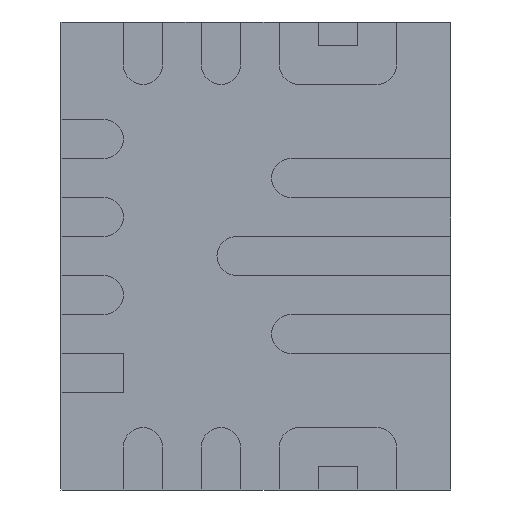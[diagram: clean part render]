
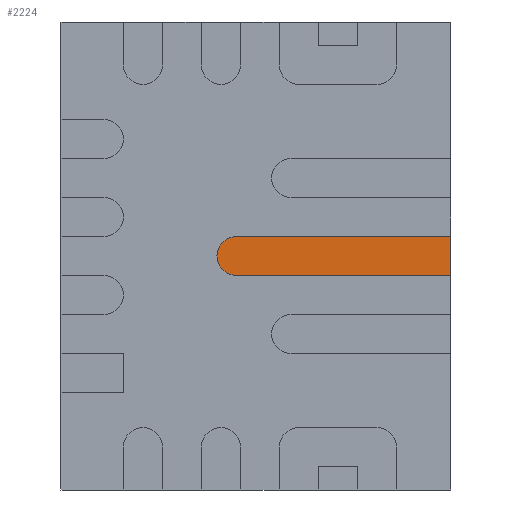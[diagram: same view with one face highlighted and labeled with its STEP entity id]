
A CAD part, front view. The second image highlights one B-rep face of the part: STEP entity #2224.
In plain terms, the highlighted planar face has unit normal (0, -1, 0).
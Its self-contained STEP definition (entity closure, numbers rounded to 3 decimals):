
#54 = VERTEX_POINT ( 'NONE', #2495 ) ;
#126 = CARTESIAN_POINT ( 'NONE',  ( 1.25, -0.05, 0.125 ) ) ;
#214 = VERTEX_POINT ( 'NONE', #5682 ) ;
#837 = AXIS2_PLACEMENT_3D ( 'NONE', #5483, #1454, #2455 ) ;
#1222 = ORIENTED_EDGE ( 'NONE', *, *, #6021, .T. ) ;
#1241 = EDGE_CURVE ( 'NONE', #6274, #54, #3504, .T. ) ;
#1454 = DIRECTION ( 'NONE',  ( 0., -1., 0. ) ) ;
#1459 = CARTESIAN_POINT ( 'NONE',  ( -0.125, -0.05, 0. ) ) ;
#1851 = LINE ( 'NONE', #5064, #2162 ) ;
#2036 = DIRECTION ( 'NONE',  ( 0., 0., -1. ) ) ;
#2162 = VECTOR ( 'NONE', #6076, 1000. ) ;
#2224 = ADVANCED_FACE ( 'NONE', ( #3803 ), #4940, .T. ) ;
#2330 = CARTESIAN_POINT ( 'NONE',  ( 1.25, -0.05, 0.125 ) ) ;
#2398 = VECTOR ( 'NONE', #6474, 1000. ) ;
#2455 = DIRECTION ( 'NONE',  ( 0., 0., -1. ) ) ;
#2495 = CARTESIAN_POINT ( 'NONE',  ( -0.125, -0.05, 0.125 ) ) ;
#2520 = DIRECTION ( 'NONE',  ( 0., -1., 0. ) ) ;
#2922 = VERTEX_POINT ( 'NONE', #6486 ) ;
#2941 = EDGE_CURVE ( 'NONE', #54, #2922, #4736, .T. ) ;
#3281 = EDGE_LOOP ( 'NONE', ( #1222, #3651, #4653, #6151 ) ) ;
#3504 = LINE ( 'NONE', #2330, #4229 ) ;
#3651 = ORIENTED_EDGE ( 'NONE', *, *, #5053, .T. ) ;
#3803 = FACE_OUTER_BOUND ( 'NONE', #3281, .T. ) ;
#3998 = CARTESIAN_POINT ( 'NONE',  ( -0.125, -0.05, -0.125 ) ) ;
#4229 = VECTOR ( 'NONE', #5893, 1000. ) ;
#4653 = ORIENTED_EDGE ( 'NONE', *, *, #1241, .T. ) ;
#4736 = CIRCLE ( 'NONE', #5898, 0.125 ) ;
#4940 = PLANE ( 'NONE',  #837 ) ;
#5053 = EDGE_CURVE ( 'NONE', #214, #6274, #1851, .T. ) ;
#5064 = CARTESIAN_POINT ( 'NONE',  ( 1.25, -0.05, -0.125 ) ) ;
#5086 = LINE ( 'NONE', #3998, #2398 ) ;
#5483 = CARTESIAN_POINT ( 'NONE',  ( -0.125, -0.05, 0. ) ) ;
#5682 = CARTESIAN_POINT ( 'NONE',  ( 1.25, -0.05, -0.125 ) ) ;
#5893 = DIRECTION ( 'NONE',  ( -1., 0., 0. ) ) ;
#5898 = AXIS2_PLACEMENT_3D ( 'NONE', #1459, #2520, #2036 ) ;
#6021 = EDGE_CURVE ( 'NONE', #2922, #214, #5086, .T. ) ;
#6076 = DIRECTION ( 'NONE',  ( 0., 0., 1. ) ) ;
#6151 = ORIENTED_EDGE ( 'NONE', *, *, #2941, .T. ) ;
#6274 = VERTEX_POINT ( 'NONE', #126 ) ;
#6474 = DIRECTION ( 'NONE',  ( 1., 0., 0. ) ) ;
#6486 = CARTESIAN_POINT ( 'NONE',  ( -0.125, -0.05, -0.125 ) ) ;
